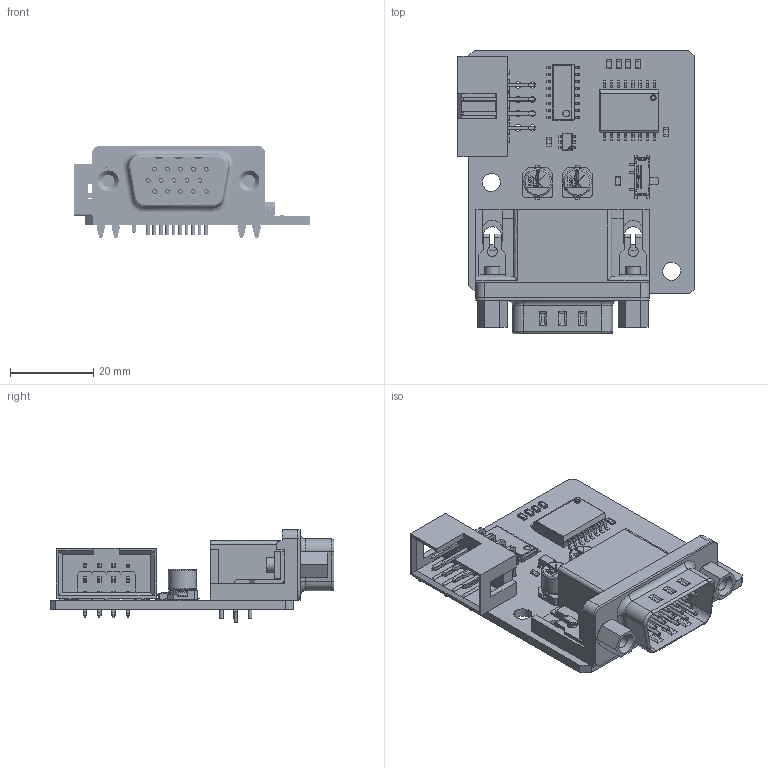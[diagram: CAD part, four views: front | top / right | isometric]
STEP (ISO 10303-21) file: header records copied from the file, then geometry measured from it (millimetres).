
FILE_DESCRIPTION(('FreeCAD Model'),'2;1');
FILE_NAME('Open CASCADE Shape Model','2025-05-05T05:21:42',('FreeCAD'),( 'FreeCAD'),'Open CASCADE STEP processor 7.6','FreeCAD','Unknown');
FILE_SCHEMA(('AUTOMOTIVE_DESIGN { 1 0 10303 214 1 1 1 1 }'));
Products named in the file (1): Open CASCADE STEP translator 7.6 1
Bounding box: 56.61 x 68.04 x 22.21 mm (x, y, z)
Volume: 18195.4 mm3; surface area: 27284.4 mm2
Topology: 117 solids, 201 shells, 3881 faces, 10234 edges, 6718 vertices
Faces by surface type: bspline 3881
Entity records: 124015 total; most frequent: CARTESIAN_POINT 63169, ORIENTED_EDGE 20112, EDGE_CURVE 10216, B_SPLINE_CURVE_WITH_KNOTS 8409, VERTEX_POINT 6718, FACE_BOUND 4152, EDGE_LOOP 4152, ADVANCED_FACE 3881
